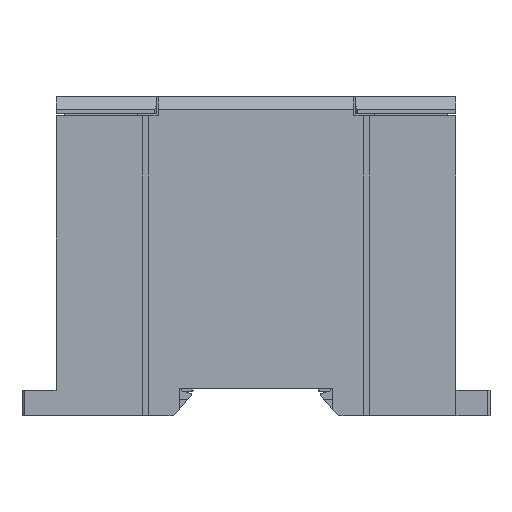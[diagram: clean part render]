
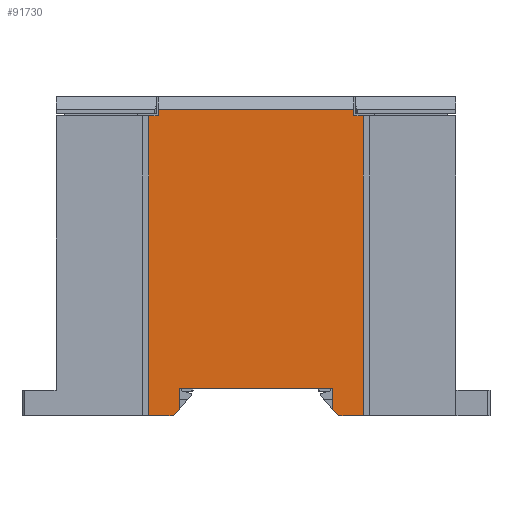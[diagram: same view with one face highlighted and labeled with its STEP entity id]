
A CAD part, left-side view. The second image highlights one B-rep face of the part: STEP entity #91730.
In plain terms, the highlighted planar face has unit normal (-1, 0, 0).
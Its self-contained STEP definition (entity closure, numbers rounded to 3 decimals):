
#1608 = CARTESIAN_POINT ( 'NONE',  ( 0., 65., -73.283 ) ) ;
#2110 = LINE ( 'NONE', #7105, #56609 ) ;
#3279 = EDGE_CURVE ( 'NONE', #81602, #32668, #46694, .T. ) ;
#7105 = CARTESIAN_POINT ( 'NONE',  ( 0., 70., -7.633 ) ) ;
#7857 = DIRECTION ( 'NONE',  ( 0., 0., 1. ) ) ;
#8164 = DIRECTION ( 'NONE',  ( 0., 1., 0. ) ) ;
#8238 = DIRECTION ( 'NONE',  ( 0., 0., 1. ) ) ;
#8396 = ORIENTED_EDGE ( 'NONE', *, *, #20467, .T. ) ;
#8779 = ORIENTED_EDGE ( 'NONE', *, *, #11412, .F. ) ;
#9209 = CARTESIAN_POINT ( 'NONE',  ( 0., 29., -78.133 ) ) ;
#10020 = CARTESIAN_POINT ( 'NONE',  ( 0., 65., -73.283 ) ) ;
#10180 = VERTEX_POINT ( 'NONE', #83686 ) ;
#11048 = CARTESIAN_POINT ( 'NONE',  ( 0., 66.5, -79.633 ) ) ;
#11216 = VERTEX_POINT ( 'NONE', #90407 ) ;
#11412 = EDGE_CURVE ( 'NONE', #39952, #32571, #18010, .T. ) ;
#11975 = CARTESIAN_POINT ( 'NONE',  ( 0., 27.5, -79.633 ) ) ;
#14244 = DIRECTION ( 'NONE',  ( 0., 1., 0. ) ) ;
#15052 = CARTESIAN_POINT ( 'NONE',  ( 0., 94., -9.133 ) ) ;
#15175 = VECTOR ( 'NONE', #8164, 1000. ) ;
#15713 = LINE ( 'NONE', #15052, #51310 ) ;
#17122 = ORIENTED_EDGE ( 'NONE', *, *, #79907, .T. ) ;
#18010 = LINE ( 'NONE', #42400, #55785 ) ;
#18486 = CARTESIAN_POINT ( 'NONE',  ( 0., 21.8, -79.633 ) ) ;
#18848 = VECTOR ( 'NONE', #31504, 1000. ) ;
#19896 = ORIENTED_EDGE ( 'NONE', *, *, #39788, .F. ) ;
#20361 = CARTESIAN_POINT ( 'NONE',  ( 0., 72.2, -9.133 ) ) ;
#20467 = EDGE_CURVE ( 'NONE', #57482, #57285, #26819, .T. ) ;
#21083 = VERTEX_POINT ( 'NONE', #58391 ) ;
#21676 = VERTEX_POINT ( 'NONE', #18486 ) ;
#22642 = EDGE_CURVE ( 'NONE', #21676, #10180, #41754, .T. ) ;
#24147 = LINE ( 'NONE', #11048, #43063 ) ;
#24328 = CARTESIAN_POINT ( 'NONE',  ( 0., 66.5, -79.633 ) ) ;
#25093 = ORIENTED_EDGE ( 'NONE', *, *, #56509, .F. ) ;
#25224 = VERTEX_POINT ( 'NONE', #10020 ) ;
#25307 = VECTOR ( 'NONE', #35889, 1000. ) ;
#25789 = ORIENTED_EDGE ( 'NONE', *, *, #59659, .T. ) ;
#26100 = ORIENTED_EDGE ( 'NONE', *, *, #48816, .F. ) ;
#26707 = CARTESIAN_POINT ( 'NONE',  ( 0., 65., -78.133 ) ) ;
#26819 = LINE ( 'NONE', #65129, #83542 ) ;
#27645 = ORIENTED_EDGE ( 'NONE', *, *, #39148, .F. ) ;
#27768 = VECTOR ( 'NONE', #7857, 1000. ) ;
#27837 = EDGE_CURVE ( 'NONE', #10180, #63954, #60236, .T. ) ;
#28257 = PLANE ( 'NONE',  #44499 ) ;
#30243 = VECTOR ( 'NONE', #76402, 1000. ) ;
#30332 = VECTOR ( 'NONE', #51726, 1000. ) ;
#31504 = DIRECTION ( 'NONE',  ( 0., 0., 1. ) ) ;
#32571 = VERTEX_POINT ( 'NONE', #86159 ) ;
#32668 = VERTEX_POINT ( 'NONE', #38795 ) ;
#34054 = LINE ( 'NONE', #1608, #15175 ) ;
#35010 = CARTESIAN_POINT ( 'NONE',  ( 0., 29., -78.133 ) ) ;
#35410 = DIRECTION ( 'NONE',  ( -1., 0., 0. ) ) ;
#35889 = DIRECTION ( 'NONE',  ( 0., -1., 0. ) ) ;
#37531 = ORIENTED_EDGE ( 'NONE', *, *, #22642, .F. ) ;
#38795 = CARTESIAN_POINT ( 'NONE',  ( 0., 70., -7.633 ) ) ;
#39148 = EDGE_CURVE ( 'NONE', #32571, #67885, #41428, .T. ) ;
#39788 = EDGE_CURVE ( 'NONE', #67885, #81602, #15713, .T. ) ;
#39952 = VERTEX_POINT ( 'NONE', #24328 ) ;
#41428 = LINE ( 'NONE', #42183, #58139 ) ;
#41754 = LINE ( 'NONE', #11975, #77346 ) ;
#42183 = CARTESIAN_POINT ( 'NONE',  ( 0., 72.2, -79.633 ) ) ;
#42400 = CARTESIAN_POINT ( 'NONE',  ( 0., 94., -79.633 ) ) ;
#43063 = VECTOR ( 'NONE', #53719, 1000. ) ;
#44499 = AXIS2_PLACEMENT_3D ( 'NONE', #77672, #35410, #85179 ) ;
#46694 = LINE ( 'NONE', #78694, #27768 ) ;
#48816 = EDGE_CURVE ( 'NONE', #81544, #25224, #34054, .T. ) ;
#49568 = DIRECTION ( 'NONE',  ( 0., 1., 0. ) ) ;
#51310 = VECTOR ( 'NONE', #64471, 1000. ) ;
#51726 = DIRECTION ( 'NONE',  ( 0., 0., 1. ) ) ;
#53719 = DIRECTION ( 'NONE',  ( 0., 0.707, -0.707 ) ) ;
#54575 = ORIENTED_EDGE ( 'NONE', *, *, #76820, .F. ) ;
#55785 = VECTOR ( 'NONE', #49568, 1000. ) ;
#56145 = CARTESIAN_POINT ( 'NONE',  ( 0., 0., -9.133 ) ) ;
#56509 = EDGE_CURVE ( 'NONE', #57482, #21083, #82038, .T. ) ;
#56609 = VECTOR ( 'NONE', #14244, 1000. ) ;
#56656 = LINE ( 'NONE', #81288, #18848 ) ;
#57285 = VERTEX_POINT ( 'NONE', #84222 ) ;
#57482 = VERTEX_POINT ( 'NONE', #80481 ) ;
#57948 = FACE_OUTER_BOUND ( 'NONE', #70372, .T. ) ;
#58139 = VECTOR ( 'NONE', #77597, 1000. ) ;
#58391 = CARTESIAN_POINT ( 'NONE',  ( 0., 21.8, -9.133 ) ) ;
#59659 = EDGE_CURVE ( 'NONE', #57285, #32668, #2110, .T. ) ;
#60236 = LINE ( 'NONE', #35010, #81376 ) ;
#63954 = VERTEX_POINT ( 'NONE', #9209 ) ;
#64391 = EDGE_CURVE ( 'NONE', #63954, #81544, #84842, .T. ) ;
#64471 = DIRECTION ( 'NONE',  ( 0., -1., 0. ) ) ;
#65129 = CARTESIAN_POINT ( 'NONE',  ( 0., 24., -16.261 ) ) ;
#67885 = VERTEX_POINT ( 'NONE', #20361 ) ;
#70372 = EDGE_LOOP ( 'NONE', ( #8396, #25789, #70738, #19896, #27645, #8779, #54575, #91496, #26100, #73195, #80150, #37531, #17122, #25093 ) ) ;
#70738 = ORIENTED_EDGE ( 'NONE', *, *, #3279, .F. ) ;
#73195 = ORIENTED_EDGE ( 'NONE', *, *, #64391, .F. ) ;
#75161 = CARTESIAN_POINT ( 'NONE',  ( 0., 29., -73.283 ) ) ;
#76008 = DIRECTION ( 'NONE',  ( 0., 1., 0. ) ) ;
#76028 = CARTESIAN_POINT ( 'NONE',  ( 0., 70., -9.133 ) ) ;
#76402 = DIRECTION ( 'NONE',  ( 0., 0., -1. ) ) ;
#76820 = EDGE_CURVE ( 'NONE', #11216, #39952, #24147, .T. ) ;
#77346 = VECTOR ( 'NONE', #76008, 1000. ) ;
#77597 = DIRECTION ( 'NONE',  ( 0., 0., 1. ) ) ;
#77672 = CARTESIAN_POINT ( 'NONE',  ( 0., 0., 0. ) ) ;
#78050 = LINE ( 'NONE', #26707, #30243 ) ;
#78694 = CARTESIAN_POINT ( 'NONE',  ( 0., 70., -16.261 ) ) ;
#79907 = EDGE_CURVE ( 'NONE', #21676, #21083, #56656, .T. ) ;
#80150 = ORIENTED_EDGE ( 'NONE', *, *, #27837, .F. ) ;
#80481 = CARTESIAN_POINT ( 'NONE',  ( 0., 24., -9.133 ) ) ;
#81288 = CARTESIAN_POINT ( 'NONE',  ( 0., 21.8, -79.633 ) ) ;
#81376 = VECTOR ( 'NONE', #84757, 1000. ) ;
#81544 = VERTEX_POINT ( 'NONE', #75161 ) ;
#81602 = VERTEX_POINT ( 'NONE', #76028 ) ;
#82038 = LINE ( 'NONE', #56145, #25307 ) ;
#83542 = VECTOR ( 'NONE', #8238, 1000. ) ;
#83686 = CARTESIAN_POINT ( 'NONE',  ( 0., 27.5, -79.633 ) ) ;
#84222 = CARTESIAN_POINT ( 'NONE',  ( 0., 24., -7.633 ) ) ;
#84757 = DIRECTION ( 'NONE',  ( 0., 0.707, 0.707 ) ) ;
#84842 = LINE ( 'NONE', #86232, #30332 ) ;
#85179 = DIRECTION ( 'NONE',  ( 0., 0., 1. ) ) ;
#86159 = CARTESIAN_POINT ( 'NONE',  ( 0., 72.2, -79.633 ) ) ;
#86232 = CARTESIAN_POINT ( 'NONE',  ( 0., 29., -73.283 ) ) ;
#86550 = EDGE_CURVE ( 'NONE', #25224, #11216, #78050, .T. ) ;
#90407 = CARTESIAN_POINT ( 'NONE',  ( 0., 65., -78.133 ) ) ;
#91496 = ORIENTED_EDGE ( 'NONE', *, *, #86550, .F. ) ;
#91730 = ADVANCED_FACE ( 'NONE', ( #57948 ), #28257, .T. ) ;
